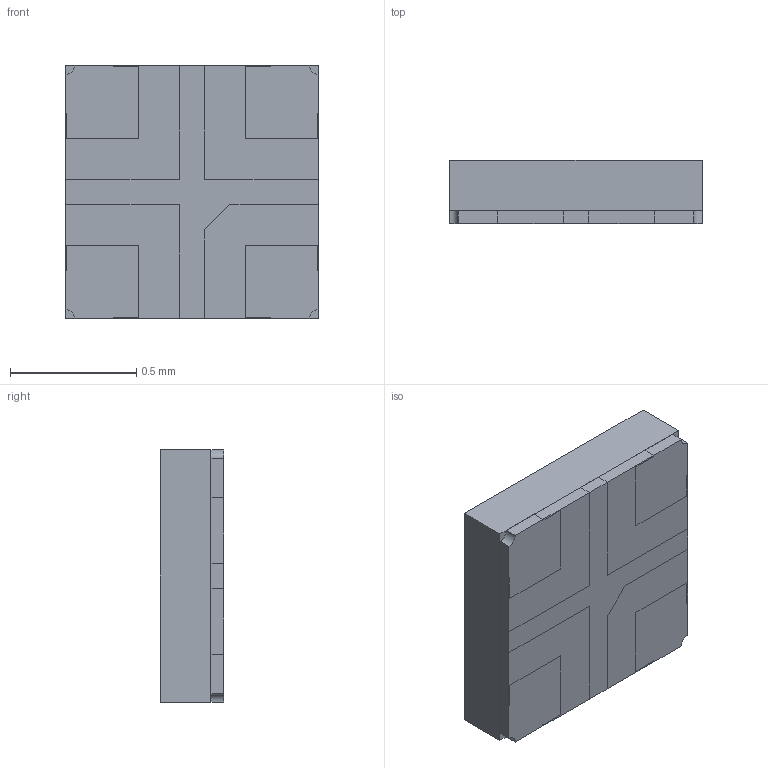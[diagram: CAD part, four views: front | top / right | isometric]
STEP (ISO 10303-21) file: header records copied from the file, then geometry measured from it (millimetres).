
FILE_DESCRIPTION (( 'STEP AP214' ), '1' );
FILE_NAME ('LTRBR37G-4R4S-0125-0-2-R18.STEP', '2021-07-21T11:52:30', ( '' ), ( '' ), 'SwSTEP 2.0', 'SolidWorks 2018', '' );
FILE_SCHEMA (( 'AUTOMOTIVE_DESIGN' ));
Length unit declared in the file: millimetre
Products named in the file (2): LTRBR37G-4R4S-0125-0-2-R18
Bounding box: 1 x 0.25 x 1 mm (x, y, z)
Volume: 0.2 mm3; surface area: 7.2 mm2
Topology: 10 solids, 10 shells, 187 faces, 482 edges, 312 vertices
Faces by surface type: plane 183, cylinder 4
Entity records: 7743 total; most frequent: CARTESIAN_POINT 983, ORIENTED_EDGE 964, DIRECTION 868, EDGE_CURVE 482, VECTOR 474, LINE 474, VERTEX_POINT 312, UNCERTAINTY_MEASURE_WITH_UNIT 199
